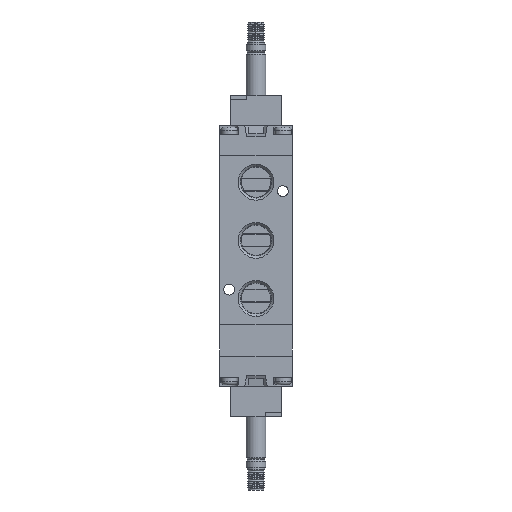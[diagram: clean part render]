
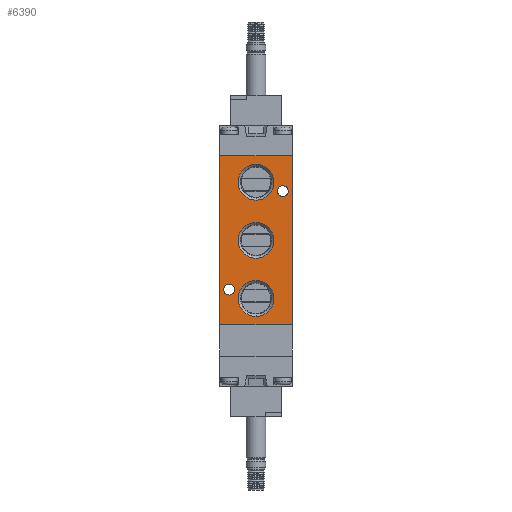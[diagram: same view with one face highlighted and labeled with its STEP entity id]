
A CAD part, front view. The second image highlights one B-rep face of the part: STEP entity #6390.
In plain terms, the highlighted planar face has unit normal (0, -1, 0).
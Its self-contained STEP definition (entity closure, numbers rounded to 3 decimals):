
#474 = FACE_BOUND ( 'NONE', #4227, .T. ) ;
#475 = FACE_BOUND ( 'NONE', #9155, .T. ) ;
#476 = FACE_BOUND ( 'NONE', #4367, .T. ) ;
#477 = FACE_BOUND ( 'NONE', #4372, .T. ) ;
#478 = FACE_BOUND ( 'NONE', #9289, .T. ) ;
#479 = FACE_OUTER_BOUND ( 'NONE', #9140, .T. ) ;
#1245 = CARTESIAN_POINT ( 'NONE',  ( 16.25, -22.75, 37.75 ) ) ;
#1295 = CARTESIAN_POINT ( 'NONE',  ( 12., -22.75, 19.55 ) ) ;
#1307 = CARTESIAN_POINT ( 'NONE',  ( 0., -22.75, 18. ) ) ;
#1319 = CARTESIAN_POINT ( 'NONE',  ( 0., -22.75, -34. ) ) ;
#1327 = CARTESIAN_POINT ( 'NONE',  ( 0., -22.75, -8. ) ) ;
#1337 = CARTESIAN_POINT ( 'NONE',  ( 0., -22.75, 34. ) ) ;
#1368 = CARTESIAN_POINT ( 'NONE',  ( 12., -22.75, 24.45 ) ) ;
#1386 = CARTESIAN_POINT ( 'NONE',  ( -12., -22.75, -24.45 ) ) ;
#1398 = CARTESIAN_POINT ( 'NONE',  ( 16.25, -22.75, -37.75 ) ) ;
#1407 = CARTESIAN_POINT ( 'NONE',  ( -12., -22.75, -19.55 ) ) ;
#1409 = CARTESIAN_POINT ( 'NONE',  ( -16.25, -22.75, -37.75 ) ) ;
#1472 = CARTESIAN_POINT ( 'NONE',  ( 0., -22.75, 8. ) ) ;
#1490 = CARTESIAN_POINT ( 'NONE',  ( -16.25, -22.75, 37.75 ) ) ;
#1507 = CARTESIAN_POINT ( 'NONE',  ( 0., -22.75, -18. ) ) ;
#2894 = CIRCLE ( 'NONE', #10736, 8. ) ;
#2898 = CIRCLE ( 'NONE', #10738, 2.45 ) ;
#2916 = CIRCLE ( 'NONE', #10746, 2.45 ) ;
#2937 = CIRCLE ( 'NONE', #10757, 8. ) ;
#2971 = CIRCLE ( 'NONE', #10772, 2.45 ) ;
#4227 = EDGE_LOOP ( 'NONE', ( #5745, #5742 ) ) ;
#4367 = EDGE_LOOP ( 'NONE', ( #5739, #5738 ) ) ;
#4372 = EDGE_LOOP ( 'NONE', ( #5737, #5736 ) ) ;
#5736 = ORIENTED_EDGE ( 'NONE', *, *, #5893, .T. ) ;
#5737 = ORIENTED_EDGE ( 'NONE', *, *, #5939, .T. ) ;
#5738 = ORIENTED_EDGE ( 'NONE', *, *, #6162, .T. ) ;
#5739 = ORIENTED_EDGE ( 'NONE', *, *, #5873, .T. ) ;
#5740 = ORIENTED_EDGE ( 'NONE', *, *, #6163, .T. ) ;
#5741 = ORIENTED_EDGE ( 'NONE', *, *, #5912, .T. ) ;
#5742 = ORIENTED_EDGE ( 'NONE', *, *, #6164, .T. ) ;
#5745 = ORIENTED_EDGE ( 'NONE', *, *, #5958, .T. ) ;
#5764 = ORIENTED_EDGE ( 'NONE', *, *, #6166, .T. ) ;
#5765 = ORIENTED_EDGE ( 'NONE', *, *, #6160, .F. ) ;
#5766 = ORIENTED_EDGE ( 'NONE', *, *, #6193, .F. ) ;
#5772 = ORIENTED_EDGE ( 'NONE', *, *, #5876, .T. ) ;
#5773 = ORIENTED_EDGE ( 'NONE', *, *, #5946, .T. ) ;
#5774 = ORIENTED_EDGE ( 'NONE', *, *, #6161, .T. ) ;
#5873 = EDGE_CURVE ( 'NONE', #10222, #10252, #2894, .T. ) ;
#5876 = EDGE_CURVE ( 'NONE', #10301, #10322, #2898, .T. ) ;
#5893 = EDGE_CURVE ( 'NONE', #10210, #10283, #2916, .T. ) ;
#5912 = EDGE_CURVE ( 'NONE', #10242, #10387, #2937, .T. ) ;
#5939 = EDGE_CURVE ( 'NONE', #10283, #10210, #2971, .T. ) ;
#5946 = EDGE_CURVE ( 'NONE', #10322, #10301, #7382, .T. ) ;
#5958 = EDGE_CURVE ( 'NONE', #10234, #10422, #7399, .T. ) ;
#6160 = EDGE_CURVE ( 'NONE', #10405, #10160, #7673, .T. ) ;
#6161 = EDGE_CURVE ( 'NONE', #10324, #10313, #7676, .T. ) ;
#6162 = EDGE_CURVE ( 'NONE', #10252, #10222, #7678, .T. ) ;
#6163 = EDGE_CURVE ( 'NONE', #10387, #10242, #7679, .T. ) ;
#6164 = EDGE_CURVE ( 'NONE', #10422, #10234, #7681, .T. ) ;
#6166 = EDGE_CURVE ( 'NONE', #10405, #10324, #7683, .T. ) ;
#6193 = EDGE_CURVE ( 'NONE', #10160, #10313, #7730, .T. ) ;
#6390 = ADVANCED_FACE ( 'NONE', ( #474, #475, #476, #477, #478, #479 ), #11151, .F. ) ;
#7382 = CIRCLE ( 'NONE', #10774, 2.45 ) ;
#7399 = CIRCLE ( 'NONE', #10779, 8. ) ;
#7673 = LINE ( 'NONE', #8481, #7675 ) ;
#7675 = VECTOR ( 'NONE', #8479, 1000. ) ;
#7676 = LINE ( 'NONE', #8478, #7677 ) ;
#7677 = VECTOR ( 'NONE', #8476, 1000. ) ;
#7678 = CIRCLE ( 'NONE', #10831, 8. ) ;
#7679 = CIRCLE ( 'NONE', #10832, 8. ) ;
#7681 = CIRCLE ( 'NONE', #10833, 8. ) ;
#7683 = LINE ( 'NONE', #8458, #7684 ) ;
#7684 = VECTOR ( 'NONE', #8455, 1000. ) ;
#7730 = LINE ( 'NONE', #8355, #7731 ) ;
#7731 = VECTOR ( 'NONE', #8008, 1000. ) ;
#8008 = DIRECTION ( 'NONE',  ( 0., 0., -1. ) ) ;
#8355 = CARTESIAN_POINT ( 'NONE',  ( 16.25, -22.75, 37.75 ) ) ;
#8455 = DIRECTION ( 'NONE',  ( 0., 0., -1. ) ) ;
#8458 = CARTESIAN_POINT ( 'NONE',  ( -16.25, -22.75, 37.75 ) ) ;
#8462 = DIRECTION ( 'NONE',  ( 0., 0., 1. ) ) ;
#8463 = DIRECTION ( 'NONE',  ( 0., 1., 0. ) ) ;
#8464 = CARTESIAN_POINT ( 'NONE',  ( 0., -22.75, -26. ) ) ;
#8467 = DIRECTION ( 'NONE',  ( 0., 0., 1. ) ) ;
#8469 = DIRECTION ( 'NONE',  ( 0., 1., 0. ) ) ;
#8470 = CARTESIAN_POINT ( 'NONE',  ( 0., -22.75, 0. ) ) ;
#8472 = DIRECTION ( 'NONE',  ( 0., 0., 1. ) ) ;
#8473 = DIRECTION ( 'NONE',  ( 0., 1., 0. ) ) ;
#8474 = CARTESIAN_POINT ( 'NONE',  ( 0., -22.75, 26. ) ) ;
#8476 = DIRECTION ( 'NONE',  ( 1., 0., 0. ) ) ;
#8478 = CARTESIAN_POINT ( 'NONE',  ( -16.25, -22.75, -37.75 ) ) ;
#8479 = DIRECTION ( 'NONE',  ( 1., 0., 0. ) ) ;
#8481 = CARTESIAN_POINT ( 'NONE',  ( -16.25, -22.75, 37.75 ) ) ;
#9140 = EDGE_LOOP ( 'NONE', ( #5774, #5766, #5765, #5764 ) ) ;
#9155 = EDGE_LOOP ( 'NONE', ( #5741, #5740 ) ) ;
#9289 = EDGE_LOOP ( 'NONE', ( #5773, #5772 ) ) ;
#9354 = DIRECTION ( 'NONE',  ( 0., 0., 1. ) ) ;
#9355 = DIRECTION ( 'NONE',  ( 0., 1., 0. ) ) ;
#9357 = CARTESIAN_POINT ( 'NONE',  ( 0., -22.75, -26. ) ) ;
#9400 = DIRECTION ( 'NONE',  ( 0., 0., 1. ) ) ;
#9401 = DIRECTION ( 'NONE',  ( 0., 1., 0. ) ) ;
#9402 = CARTESIAN_POINT ( 'NONE',  ( -12., -22.75, -22. ) ) ;
#9424 = DIRECTION ( 'NONE',  ( 0., 0., 1. ) ) ;
#9425 = DIRECTION ( 'NONE',  ( 0., 1., 0. ) ) ;
#9427 = CARTESIAN_POINT ( 'NONE',  ( 12., -22.75, 22. ) ) ;
#9533 = DIRECTION ( 'NONE',  ( 0., 0., 1. ) ) ;
#9534 = DIRECTION ( 'NONE',  ( 0., 1., 0. ) ) ;
#9535 = CARTESIAN_POINT ( 'NONE',  ( 0., -22.75, 0. ) ) ;
#9740 = DIRECTION ( 'NONE',  ( 0., 0., 1. ) ) ;
#9741 = DIRECTION ( 'NONE',  ( 0., 1., 0. ) ) ;
#9742 = CARTESIAN_POINT ( 'NONE',  ( 12., -22.75, 22. ) ) ;
#9790 = DIRECTION ( 'NONE',  ( 0., 0., 1. ) ) ;
#9791 = DIRECTION ( 'NONE',  ( 0., 1., 0. ) ) ;
#9792 = CARTESIAN_POINT ( 'NONE',  ( -12., -22.75, -22. ) ) ;
#9798 = DIRECTION ( 'NONE',  ( 0., 0., 1. ) ) ;
#9799 = DIRECTION ( 'NONE',  ( 0., 1., 0. ) ) ;
#9800 = CARTESIAN_POINT ( 'NONE',  ( 0., -22.75, 26. ) ) ;
#10160 = VERTEX_POINT ( 'NONE', #1245 ) ;
#10210 = VERTEX_POINT ( 'NONE', #1295 ) ;
#10222 = VERTEX_POINT ( 'NONE', #1307 ) ;
#10234 = VERTEX_POINT ( 'NONE', #1319 ) ;
#10242 = VERTEX_POINT ( 'NONE', #1327 ) ;
#10252 = VERTEX_POINT ( 'NONE', #1337 ) ;
#10283 = VERTEX_POINT ( 'NONE', #1368 ) ;
#10301 = VERTEX_POINT ( 'NONE', #1386 ) ;
#10313 = VERTEX_POINT ( 'NONE', #1398 ) ;
#10322 = VERTEX_POINT ( 'NONE', #1407 ) ;
#10324 = VERTEX_POINT ( 'NONE', #1409 ) ;
#10387 = VERTEX_POINT ( 'NONE', #1472 ) ;
#10405 = VERTEX_POINT ( 'NONE', #1490 ) ;
#10422 = VERTEX_POINT ( 'NONE', #1507 ) ;
#10736 = AXIS2_PLACEMENT_3D ( 'NONE', #9800, #9799, #9798 ) ;
#10738 = AXIS2_PLACEMENT_3D ( 'NONE', #9792, #9791, #9790 ) ;
#10746 = AXIS2_PLACEMENT_3D ( 'NONE', #9742, #9741, #9740 ) ;
#10757 = AXIS2_PLACEMENT_3D ( 'NONE', #9535, #9534, #9533 ) ;
#10772 = AXIS2_PLACEMENT_3D ( 'NONE', #9427, #9425, #9424 ) ;
#10774 = AXIS2_PLACEMENT_3D ( 'NONE', #9402, #9401, #9400 ) ;
#10779 = AXIS2_PLACEMENT_3D ( 'NONE', #9357, #9355, #9354 ) ;
#10831 = AXIS2_PLACEMENT_3D ( 'NONE', #8474, #8473, #8472 ) ;
#10832 = AXIS2_PLACEMENT_3D ( 'NONE', #8470, #8469, #8467 ) ;
#10833 = AXIS2_PLACEMENT_3D ( 'NONE', #8464, #8463, #8462 ) ;
#10890 = AXIS2_PLACEMENT_3D ( 'NONE', #11152, #11153, #11154 ) ;
#11151 = PLANE ( 'NONE',  #10890 ) ;
#11152 = CARTESIAN_POINT ( 'NONE',  ( -16.25, -22.75, 37.75 ) ) ;
#11153 = DIRECTION ( 'NONE',  ( 0., 1., 0. ) ) ;
#11154 = DIRECTION ( 'NONE',  ( 0., 0., 1. ) ) ;
